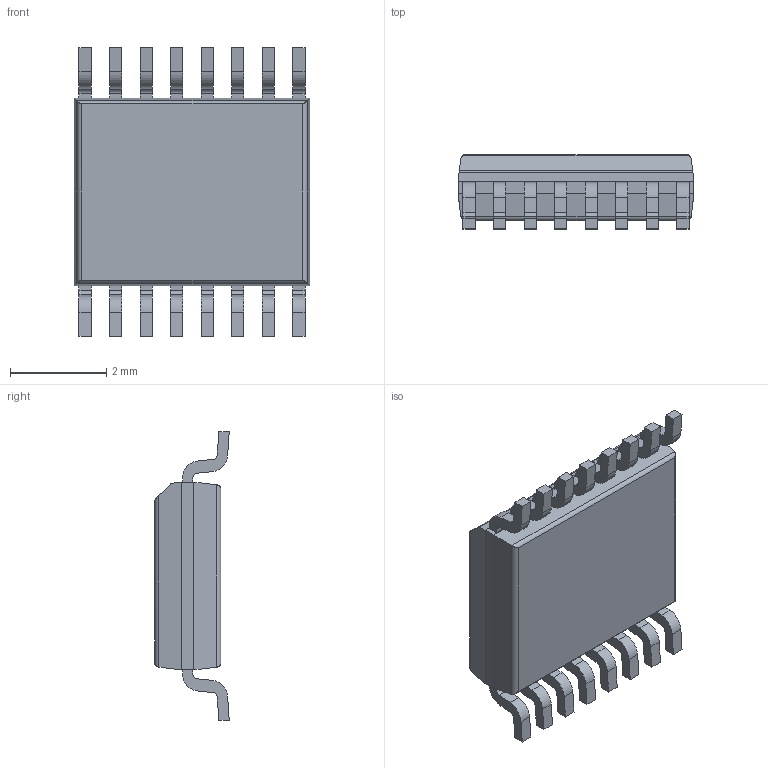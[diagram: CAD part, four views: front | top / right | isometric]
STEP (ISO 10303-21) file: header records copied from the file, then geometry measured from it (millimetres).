
FILE_DESCRIPTION(('STEP AP214'),'1');
FILE_NAME('ft230xs-r.stp','2020-04-09T08:28:59',('TraceParts'),('TraceParts S.A.'),'Spatial InterOp 3D',' ',' ');
FILE_SCHEMA(('AUTOMOTIVE_DESIGN { 1 0 10303 214 1 1 1 1 }'));
Length unit declared in the file: millimetre
Products named in the file (1): ft230xs-r
Bounding box: 4.9 x 1.55 x 5.99 mm (x, y, z)
Volume: 26.7 mm3; surface area: 82.2 mm2
Topology: 1 solids, 1 shells, 235 faces, 648 edges, 432 vertices
Faces by surface type: plane 160, cylinder 75
Entity records: 9444 total; most frequent: CARTESIAN_POINT 1416, ORIENTED_EDGE 1296, DIRECTION 1254, EDGE_CURVE 648, LINE 498, VECTOR 498, VERTEX_POINT 432, AXIS2_PLACEMENT_3D 378
